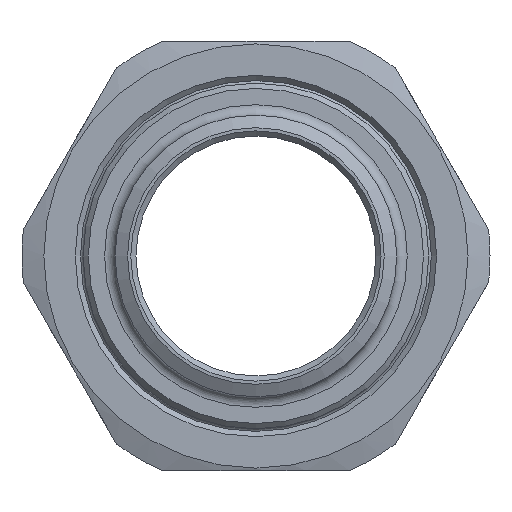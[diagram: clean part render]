
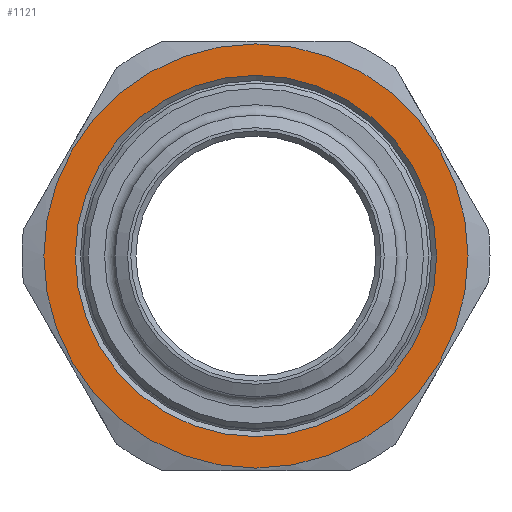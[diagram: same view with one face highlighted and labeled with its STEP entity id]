
A CAD part, left-side view. The second image highlights one B-rep face of the part: STEP entity #1121.
In plain terms, the highlighted planar face has unit normal (-1, 0, 0).
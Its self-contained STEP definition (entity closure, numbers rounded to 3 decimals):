
#69=FACE_BOUND('',#212,.T.);
#86=PLANE('',#1288);
#139=FACE_OUTER_BOUND('',#211,.T.);
#211=EDGE_LOOP('',(#843));
#212=EDGE_LOOP('',(#844));
#392=CIRCLE('',#1277,20.25);
#393=CIRCLE('',#1283,17.25);
#501=VERTEX_POINT('',#1916);
#502=VERTEX_POINT('',#1952);
#617=EDGE_CURVE('',#501,#501,#392,.T.);
#628=EDGE_CURVE('',#502,#502,#393,.T.);
#843=ORIENTED_EDGE('',*,*,#617,.T.);
#844=ORIENTED_EDGE('',*,*,#628,.F.);
#1121=ADVANCED_FACE('',(#139,#69),#86,.F.);
#1277=AXIS2_PLACEMENT_3D('',#1918,#1503,#1504);
#1283=AXIS2_PLACEMENT_3D('',#1953,#1516,#1517);
#1288=AXIS2_PLACEMENT_3D('',#1963,#1528,#1529);
#1503=DIRECTION('center_axis',(-1.,0.,0.));
#1504=DIRECTION('ref_axis',(0.,1.,0.));
#1516=DIRECTION('center_axis',(-1.,0.,0.));
#1517=DIRECTION('ref_axis',(0.,-1.,0.));
#1528=DIRECTION('center_axis',(1.,0.,0.));
#1529=DIRECTION('ref_axis',(0.,0.,-1.));
#1916=CARTESIAN_POINT('',(-17.,-20.25,0.));
#1918=CARTESIAN_POINT('Origin',(-17.,0.,0.));
#1952=CARTESIAN_POINT('',(-17.,17.25,0.));
#1953=CARTESIAN_POINT('Origin',(-17.,0.,0.));
#1963=CARTESIAN_POINT('Origin',(-17.,0.,0.));
